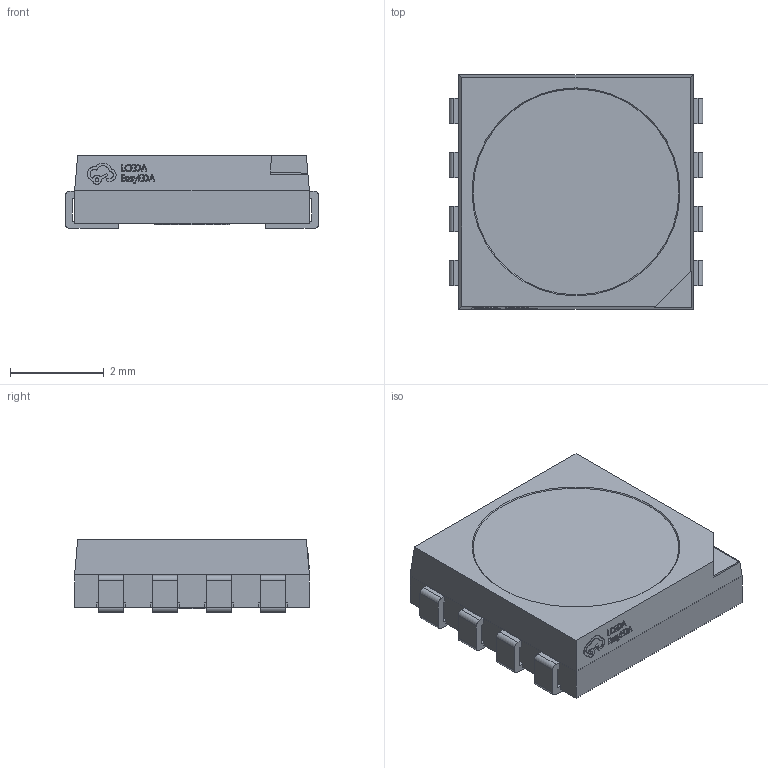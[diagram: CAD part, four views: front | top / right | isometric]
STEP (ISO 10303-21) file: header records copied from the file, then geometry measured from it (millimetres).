
FILE_DESCRIPTION (( 'STEP AP214' ), '1' );
FILE_NAME ('LED-SMD_8P-L5.0-W5.0-TL-FD.STEP', '2023-07-27T14:36:27', ( '' ), ( '' ), 'SwSTEP 2.0', 'SolidWorks 2020', '' );
FILE_SCHEMA (( 'AUTOMOTIVE_DESIGN' ));
Length unit declared in the file: millimetre
Products named in the file (1): LED-SMD_8P-L5.0-W5.0-TL-FD
Bounding box: 5.4 x 5 x 1.55 mm (x, y, z)
Volume: 36 mm3; surface area: 141.1 mm2
Topology: 2 solids, 2 shells, 399 faces, 1093 edges, 727 vertices
Faces by surface type: plane 279, bspline 98, cylinder 18, cone 4
Entity records: 17487 total; most frequent: CARTESIAN_POINT 3574, ORIENTED_EDGE 2186, DIRECTION 1541, EDGE_CURVE 1093, LINE 817, VECTOR 817, VERTEX_POINT 727, EDGE_LOOP 428
